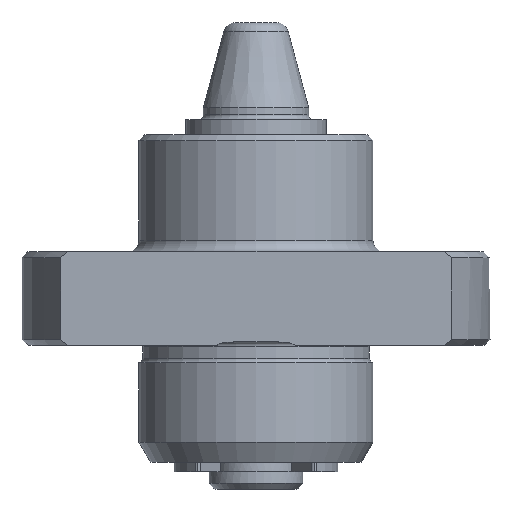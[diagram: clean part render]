
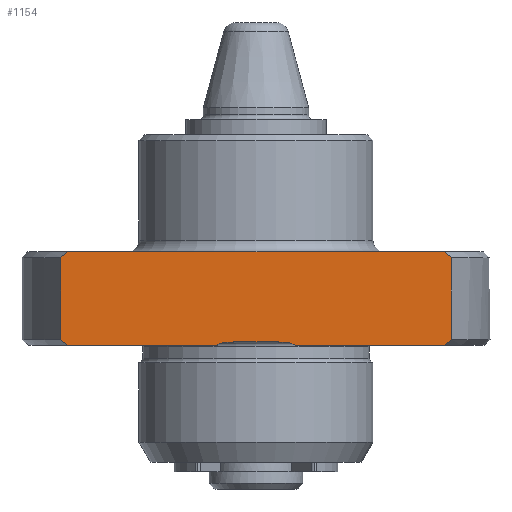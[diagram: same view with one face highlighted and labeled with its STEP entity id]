
A CAD part, front view. The second image highlights one B-rep face of the part: STEP entity #1154.
In plain terms, the highlighted planar face has unit normal (0, -1, 0).
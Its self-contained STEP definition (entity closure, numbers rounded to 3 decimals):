
#30 = LINE ( 'NONE', #948, #3321 ) ;
#127 = CARTESIAN_POINT ( 'NONE',  ( -3.302, -11., 0.058 ) ) ;
#166 = CARTESIAN_POINT ( 'NONE',  ( -3.015, -11., 0.174 ) ) ;
#176 = ORIENTED_EDGE ( 'NONE', *, *, #2675, .F. ) ;
#191 = PLANE ( 'NONE',  #2119 ) ;
#198 = ORIENTED_EDGE ( 'NONE', *, *, #2610, .T. ) ;
#220 = VERTEX_POINT ( 'NONE', #1127 ) ;
#227 = LINE ( 'NONE', #1473, #2512 ) ;
#297 = CARTESIAN_POINT ( 'NONE',  ( 16.703, -11., 0.5 ) ) ;
#387 = CARTESIAN_POINT ( 'NONE',  ( 16.302, -11., 0.166 ) ) ;
#539 = B_SPLINE_CURVE_WITH_KNOTS ( 'NONE', 3,
 ( #962, #2768, #2449, #2793 ),
 .UNSPECIFIED., .F., .F.,
 ( 4, 4 ),
 ( 0., 0.001 ),
 .UNSPECIFIED. ) ;
#553 = VERTEX_POINT ( 'NONE', #2085 ) ;
#589 = ORIENTED_EDGE ( 'NONE', *, *, #2830, .F. ) ;
#685 = EDGE_CURVE ( 'NONE', #3090, #553, #3289, .T. ) ;
#714 = ORIENTED_EDGE ( 'NONE', *, *, #2875, .T. ) ;
#768 = CARTESIAN_POINT ( 'NONE',  ( 3.09, -11., 0.152 ) ) ;
#793 = VECTOR ( 'NONE', #3900, 1000. ) ;
#798 = DIRECTION ( 'NONE',  ( 0., 1., 0. ) ) ;
#807 = CARTESIAN_POINT ( 'NONE',  ( 3.016, -11., 0.174 ) ) ;
#825 = CARTESIAN_POINT ( 'NONE',  ( 3.231, -11., 0.094 ) ) ;
#836 = CARTESIAN_POINT ( 'NONE',  ( 10., -11., 0. ) ) ;
#929 = CARTESIAN_POINT ( 'NONE',  ( -16.703, -11., 7.5 ) ) ;
#948 = CARTESIAN_POINT ( 'NONE',  ( 11., -11., 8. ) ) ;
#962 = CARTESIAN_POINT ( 'NONE',  ( -16.703, -11., 0.5 ) ) ;
#973 = CARTESIAN_POINT ( 'NONE',  ( 11., -11., 8. ) ) ;
#1073 = CARTESIAN_POINT ( 'NONE',  ( -16.703, -11., -10. ) ) ;
#1083 = CARTESIAN_POINT ( 'NONE',  ( 0., -11., 8. ) ) ;
#1090 = CARTESIAN_POINT ( 'NONE',  ( 2.792, -11., 0.228 ) ) ;
#1127 = CARTESIAN_POINT ( 'NONE',  ( 16.101, -11., 0. ) ) ;
#1154 = ADVANCED_FACE ( 'NONE', ( #1413 ), #191, .F. ) ;
#1158 = B_SPLINE_CURVE_WITH_KNOTS ( 'NONE', 3,
 ( #3298, #2984, #3641, #929 ),
 .UNSPECIFIED., .F., .F.,
 ( 4, 4 ),
 ( 0., 0.001 ),
 .UNSPECIFIED. ) ;
#1167 = CARTESIAN_POINT ( 'NONE',  ( -16.703, -11., 7.5 ) ) ;
#1180 = EDGE_CURVE ( 'NONE', #1685, #3941, #1438, .T. ) ;
#1251 = DIRECTION ( 'NONE',  ( 1., 0., 0. ) ) ;
#1268 = CARTESIAN_POINT ( 'NONE',  ( 16.503, -11., 7.667 ) ) ;
#1271 = ORIENTED_EDGE ( 'NONE', *, *, #2206, .F. ) ;
#1308 = CARTESIAN_POINT ( 'NONE',  ( -3.354, -11., 0. ) ) ;
#1337 = DIRECTION ( 'NONE',  ( 0., 0., 1. ) ) ;
#1352 = CARTESIAN_POINT ( 'NONE',  ( -2.643, -11., 0.249 ) ) ;
#1392 = CARTESIAN_POINT ( 'NONE',  ( 1.579, -11., 0.3 ) ) ;
#1401 = CARTESIAN_POINT ( 'NONE',  ( -16.703, -11., -10. ) ) ;
#1413 = FACE_OUTER_BOUND ( 'NONE', #1769, .T. ) ;
#1438 = LINE ( 'NONE', #836, #3121 ) ;
#1473 = CARTESIAN_POINT ( 'NONE',  ( 16.703, -11., -10. ) ) ;
#1511 = CARTESIAN_POINT ( 'NONE',  ( 3.354, -11., 0. ) ) ;
#1530 = DIRECTION ( 'NONE',  ( 1., 0., 0. ) ) ;
#1539 = B_SPLINE_CURVE_WITH_KNOTS ( 'NONE', 3,
 ( #3440, #387, #1633, #1878 ),
 .UNSPECIFIED., .F., .F.,
 ( 4, 4 ),
 ( 0., 0.001 ),
 .UNSPECIFIED. ) ;
#1574 = ORIENTED_EDGE ( 'NONE', *, *, #2323, .F. ) ;
#1633 = CARTESIAN_POINT ( 'NONE',  ( 16.503, -11., 0.333 ) ) ;
#1685 = VERTEX_POINT ( 'NONE', #1308 ) ;
#1692 = CARTESIAN_POINT ( 'NONE',  ( -2.189, -11., 0.294 ) ) ;
#1709 = CARTESIAN_POINT ( 'NONE',  ( -1.883, -11., 0.3 ) ) ;
#1724 = CARTESIAN_POINT ( 'NONE',  ( 1.883, -11., 0.3 ) ) ;
#1767 = CARTESIAN_POINT ( 'NONE',  ( 2.642, -11., 0.249 ) ) ;
#1769 = EDGE_LOOP ( 'NONE', ( #198, #1928, #1574, #589, #714, #1271, #1868, #3264, #3804, #3825, #176, #2530, #2218 ) ) ;
#1788 = LINE ( 'NONE', #973, #3709 ) ;
#1793 = DIRECTION ( 'NONE',  ( -1., 0., 0. ) ) ;
#1868 = ORIENTED_EDGE ( 'NONE', *, *, #1971, .T. ) ;
#1878 = CARTESIAN_POINT ( 'NONE',  ( 16.703, -11., 0.5 ) ) ;
#1924 = CARTESIAN_POINT ( 'NONE',  ( -3.088, -11., 0.152 ) ) ;
#1928 = ORIENTED_EDGE ( 'NONE', *, *, #685, .T. ) ;
#1971 = EDGE_CURVE ( 'NONE', #2824, #3941, #539, .T. ) ;
#1998 = LINE ( 'NONE', #1073, #2061 ) ;
#2012 = DIRECTION ( 'NONE',  ( 0., 0., 1. ) ) ;
#2013 = VERTEX_POINT ( 'NONE', #2425 ) ;
#2022 = EDGE_CURVE ( 'NONE', #220, #3330, #2722, .T. ) ;
#2061 = VECTOR ( 'NONE', #1337, 1000. ) ;
#2085 = CARTESIAN_POINT ( 'NONE',  ( 16.101, -11., 8. ) ) ;
#2119 = AXIS2_PLACEMENT_3D ( 'NONE', #1401, #798, #2012 ) ;
#2206 = EDGE_CURVE ( 'NONE', #2824, #3400, #1998, .T. ) ;
#2218 = ORIENTED_EDGE ( 'NONE', *, *, #3496, .T. ) ;
#2219 = VERTEX_POINT ( 'NONE', #2907 ) ;
#2247 = EDGE_CURVE ( 'NONE', #2219, #1685, #2429, .T. ) ;
#2299 = CARTESIAN_POINT ( 'NONE',  ( -2.794, -11., 0.227 ) ) ;
#2303 = CARTESIAN_POINT ( 'NONE',  ( 3.354, -11., 0. ) ) ;
#2323 = EDGE_CURVE ( 'NONE', #3561, #553, #1788, .T. ) ;
#2425 = CARTESIAN_POINT ( 'NONE',  ( 1.579, -11., 0.3 ) ) ;
#2429 = B_SPLINE_CURVE_WITH_KNOTS ( 'NONE', 3,
 ( #3163, #1709, #1692, #1352, #2299, #166, #1924, #3122, #127, #2541 ),
 .UNSPECIFIED., .F., .F.,
 ( 4, 2, 2, 2, 4 ),
 ( 0.002, 0.002, 0.003, 0.003, 0.003 ),
 .UNSPECIFIED. ) ;
#2441 = EDGE_CURVE ( 'NONE', #2219, #2013, #3322, .T. ) ;
#2449 = CARTESIAN_POINT ( 'NONE',  ( -16.302, -11., 0.166 ) ) ;
#2475 = CARTESIAN_POINT ( 'NONE',  ( 16.101, -11., 8. ) ) ;
#2512 = VECTOR ( 'NONE', #3815, 1000. ) ;
#2530 = ORIENTED_EDGE ( 'NONE', *, *, #2022, .F. ) ;
#2541 = CARTESIAN_POINT ( 'NONE',  ( -3.354, -11., 0. ) ) ;
#2610 = EDGE_CURVE ( 'NONE', #3694, #3090, #227, .T. ) ;
#2613 = CARTESIAN_POINT ( 'NONE',  ( 16.703, -11., 7.5 ) ) ;
#2645 = DIRECTION ( 'NONE',  ( -1., 0., 0. ) ) ;
#2655 = CARTESIAN_POINT ( 'NONE',  ( 2.188, -11., 0.294 ) ) ;
#2675 = EDGE_CURVE ( 'NONE', #3330, #2013, #3716, .T. ) ;
#2698 = CARTESIAN_POINT ( 'NONE',  ( 9.7, -11., 0.3 ) ) ;
#2722 = LINE ( 'NONE', #3293, #3452 ) ;
#2768 = CARTESIAN_POINT ( 'NONE',  ( -16.503, -11., 0.333 ) ) ;
#2793 = CARTESIAN_POINT ( 'NONE',  ( -16.101, -11., 0. ) ) ;
#2796 = CARTESIAN_POINT ( 'NONE',  ( 16.302, -11., 7.834 ) ) ;
#2824 = VERTEX_POINT ( 'NONE', #3625 ) ;
#2830 = EDGE_CURVE ( 'NONE', #3417, #3561, #30, .T. ) ;
#2875 = EDGE_CURVE ( 'NONE', #3417, #3400, #1158, .T. ) ;
#2907 = CARTESIAN_POINT ( 'NONE',  ( -1.579, -11., 0.3 ) ) ;
#2984 = CARTESIAN_POINT ( 'NONE',  ( -16.302, -11., 7.834 ) ) ;
#3079 = CARTESIAN_POINT ( 'NONE',  ( 16.703, -11., 7.5 ) ) ;
#3090 = VERTEX_POINT ( 'NONE', #2613 ) ;
#3121 = VECTOR ( 'NONE', #2645, 1000. ) ;
#3122 = CARTESIAN_POINT ( 'NONE',  ( -3.231, -11., 0.094 ) ) ;
#3163 = CARTESIAN_POINT ( 'NONE',  ( -1.579, -11., 0.3 ) ) ;
#3200 = CARTESIAN_POINT ( 'NONE',  ( 3.302, -11., 0.058 ) ) ;
#3264 = ORIENTED_EDGE ( 'NONE', *, *, #1180, .F. ) ;
#3289 = B_SPLINE_CURVE_WITH_KNOTS ( 'NONE', 3,
 ( #3079, #1268, #2796, #2475 ),
 .UNSPECIFIED., .F., .F.,
 ( 4, 4 ),
 ( 0., 0.001 ),
 .UNSPECIFIED. ) ;
#3293 = CARTESIAN_POINT ( 'NONE',  ( 10., -11., 0. ) ) ;
#3298 = CARTESIAN_POINT ( 'NONE',  ( -16.101, -11., 8. ) ) ;
#3321 = VECTOR ( 'NONE', #1530, 1000. ) ;
#3322 = LINE ( 'NONE', #2698, #793 ) ;
#3330 = VERTEX_POINT ( 'NONE', #1511 ) ;
#3400 = VERTEX_POINT ( 'NONE', #1167 ) ;
#3417 = VERTEX_POINT ( 'NONE', #3421 ) ;
#3421 = CARTESIAN_POINT ( 'NONE',  ( -16.101, -11., 8. ) ) ;
#3440 = CARTESIAN_POINT ( 'NONE',  ( 16.101, -11., 0. ) ) ;
#3452 = VECTOR ( 'NONE', #1793, 1000. ) ;
#3496 = EDGE_CURVE ( 'NONE', #220, #3694, #1539, .T. ) ;
#3561 = VERTEX_POINT ( 'NONE', #1083 ) ;
#3625 = CARTESIAN_POINT ( 'NONE',  ( -16.703, -11., 0.5 ) ) ;
#3641 = CARTESIAN_POINT ( 'NONE',  ( -16.503, -11., 7.667 ) ) ;
#3694 = VERTEX_POINT ( 'NONE', #297 ) ;
#3709 = VECTOR ( 'NONE', #1251, 1000. ) ;
#3716 = B_SPLINE_CURVE_WITH_KNOTS ( 'NONE', 3,
 ( #2303, #3200, #825, #768, #807, #1090, #1767, #2655, #1724, #1392 ),
 .UNSPECIFIED., .F., .F.,
 ( 4, 2, 2, 2, 4 ),
 ( 0.011, 0.011, 0.011, 0.012, 0.012 ),
 .UNSPECIFIED. ) ;
#3737 = CARTESIAN_POINT ( 'NONE',  ( -16.101, -11., 0. ) ) ;
#3804 = ORIENTED_EDGE ( 'NONE', *, *, #2247, .F. ) ;
#3815 = DIRECTION ( 'NONE',  ( 0., 0., 1. ) ) ;
#3825 = ORIENTED_EDGE ( 'NONE', *, *, #2441, .T. ) ;
#3900 = DIRECTION ( 'NONE',  ( 1., 0., 0. ) ) ;
#3941 = VERTEX_POINT ( 'NONE', #3737 ) ;
